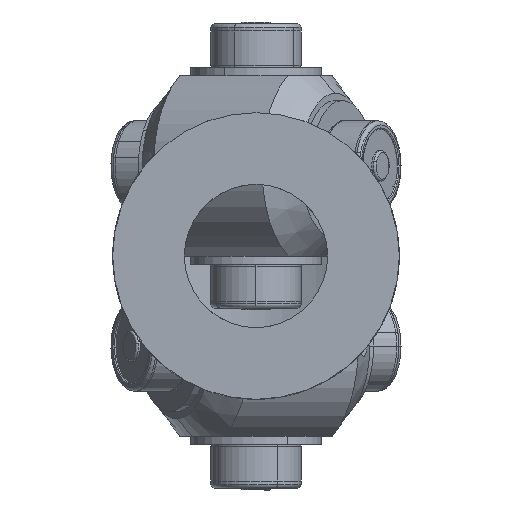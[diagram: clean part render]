
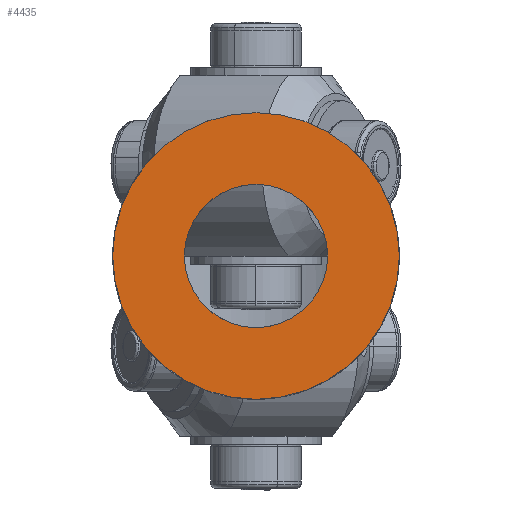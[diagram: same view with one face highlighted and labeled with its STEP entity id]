
A CAD part, left-side view. The second image highlights one B-rep face of the part: STEP entity #4435.
In plain terms, the highlighted face is planar.
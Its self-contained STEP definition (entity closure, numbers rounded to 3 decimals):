
#734=PLANE('',#8361);
#1462=VERTEX_POINT('',#6788);
#1500=VERTEX_POINT('',#7154);
#1849=CIRCLE('',#8341,1.75);
#1855=CIRCLE('',#8359,3.5);
#2281=EDGE_CURVE('',#1462,#1462,#1849,.T.);
#2333=EDGE_CURVE('',#1500,#1500,#1855,.T.);
#3376=ORIENTED_EDGE('',*,*,#2281,.T.);
#3377=ORIENTED_EDGE('',*,*,#2333,.F.);
#3853=EDGE_LOOP('',(#3376));
#3854=EDGE_LOOP('',(#3377));
#4166=FACE_BOUND('',#3853,.T.);
#4167=FACE_BOUND('',#3854,.T.);
#4435=ADVANCED_FACE('',(#4166,#4167),#734,.T.);
#5509=DIRECTION('',(0.,0.,-1.));
#5510=DIRECTION('',(1.75,0.,0.));
#5561=DIRECTION('',(0.,0.,-1.));
#5562=DIRECTION('',(3.5,0.,0.));
#5565=DIRECTION('',(0.,0.,1.));
#6787=CARTESIAN_POINT('',(0.,0.,6.7));
#6788=CARTESIAN_POINT('',(-1.75,0.,6.7));
#7153=CARTESIAN_POINT('',(0.,0.,6.7));
#7154=CARTESIAN_POINT('',(3.5,0.,6.7));
#7166=CARTESIAN_POINT('',(0.,0.,6.7));
#8341=AXIS2_PLACEMENT_3D('',#6787,#5509,#5510);
#8359=AXIS2_PLACEMENT_3D('',#7153,#5561,#5562);
#8361=AXIS2_PLACEMENT_3D('',#7166,#5565,$);
